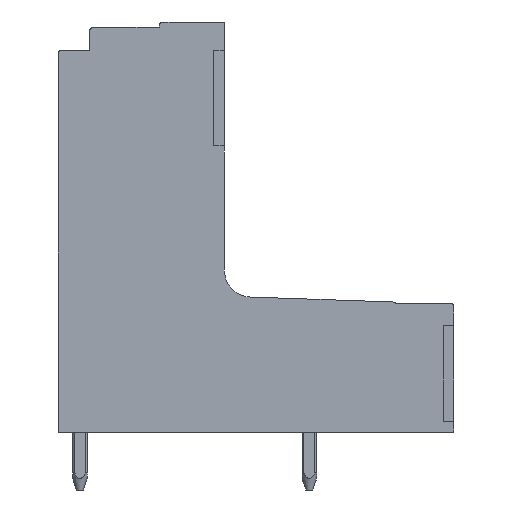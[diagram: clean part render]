
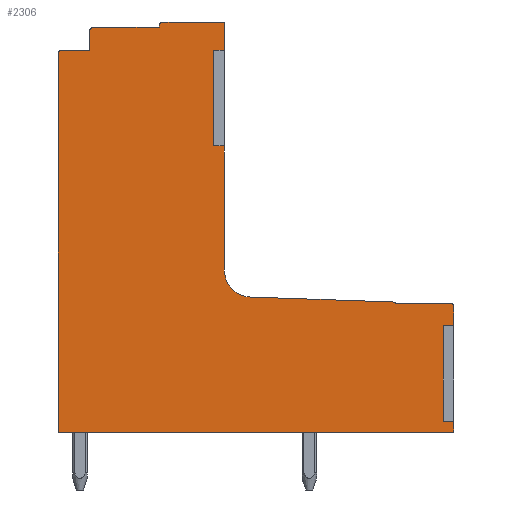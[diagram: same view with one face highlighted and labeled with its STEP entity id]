
A CAD part, left-side view. The second image highlights one B-rep face of the part: STEP entity #2306.
In plain terms, the highlighted planar face has unit normal (-1, 0, 0).
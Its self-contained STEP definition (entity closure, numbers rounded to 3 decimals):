
#2148=AXIS2_PLACEMENT_3D('Circle Axis2P3D',#2146,#2147,$) ;
#2161=AXIS2_PLACEMENT_3D('Plane Axis2P3D',#2158,#2159,#2160) ;
#2172=AXIS2_PLACEMENT_3D('Circle Axis2P3D',#2170,#2171,$) ;
#2186=AXIS2_PLACEMENT_3D('Circle Axis2P3D',#2184,#2185,$) ;
#2200=AXIS2_PLACEMENT_3D('Circle Axis2P3D',#2198,#2199,$) ;
#2212=AXIS2_PLACEMENT_3D('Circle Axis2P3D',#2210,#2211,$) ;
#2233=AXIS2_PLACEMENT_3D('Circle Axis2P3D',#2231,#2232,$) ;
#2254=AXIS2_PLACEMENT_3D('Circle Axis2P3D',#2252,#2253,$) ;
#36=CARTESIAN_POINT('Line Origine',(0.3,0.3,9.1)) ;
#40=CARTESIAN_POINT('Vertex',(0.3,0.,9.1)) ;
#42=CARTESIAN_POINT('Vertex',(0.3,0.6,9.1)) ;
#76=CARTESIAN_POINT('Line Origine',(0.3,0.6,6.45)) ;
#80=CARTESIAN_POINT('Vertex',(0.3,0.6,3.8)) ;
#135=CARTESIAN_POINT('Vertex',(0.3,0.,3.8)) ;
#155=CARTESIAN_POINT('Line Origine',(0.3,0.3,3.8)) ;
#172=CARTESIAN_POINT('Line Origine',(0.3,13.,24.34)) ;
#176=CARTESIAN_POINT('Vertex',(0.3,12.7,24.34)) ;
#178=CARTESIAN_POINT('Vertex',(0.3,13.3,24.34)) ;
#212=CARTESIAN_POINT('Line Origine',(0.3,13.3,21.69)) ;
#216=CARTESIAN_POINT('Vertex',(0.3,13.3,19.04)) ;
#266=CARTESIAN_POINT('Vertex',(0.3,12.7,19.04)) ;
#286=CARTESIAN_POINT('Line Origine',(0.3,13.,19.04)) ;
#977=CARTESIAN_POINT('Vertex',(0.3,12.7,25.8)) ;
#980=CARTESIAN_POINT('Line Origine',(0.3,12.7,25.07)) ;
#985=CARTESIAN_POINT('Line Origine',(0.3,12.7,15.61)) ;
#989=CARTESIAN_POINT('Vertex',(0.3,12.7,12.179)) ;
#2143=CARTESIAN_POINT('Vertex',(0.3,12.8,25.9)) ;
#2146=CARTESIAN_POINT('Axis2P3D Location',(0.3,12.8,25.8)) ;
#2158=CARTESIAN_POINT('Axis2P3D Location',(0.3,0.,0.)) ;
#2163=CARTESIAN_POINT('Line Origine',(0.3,0.,9.65)) ;
#2167=CARTESIAN_POINT('Vertex',(0.3,0.,10.2)) ;
#2170=CARTESIAN_POINT('Axis2P3D Location',(0.3,0.1,10.2)) ;
#2174=CARTESIAN_POINT('Vertex',(0.3,0.1,10.3)) ;
#2177=CARTESIAN_POINT('Line Origine',(0.3,1.65,10.3)) ;
#2181=CARTESIAN_POINT('Vertex',(0.3,3.2,10.3)) ;
#2184=CARTESIAN_POINT('Axis2P3D Location',(0.3,3.406,10.152)) ;
#2188=CARTESIAN_POINT('Vertex',(0.3,3.397,10.406)) ;
#2191=CARTESIAN_POINT('Line Origine',(0.3,7.325,10.543)) ;
#2195=CARTESIAN_POINT('Vertex',(0.3,11.252,10.68)) ;
#2198=CARTESIAN_POINT('Axis2P3D Location',(0.3,11.2,12.179)) ;
#2203=CARTESIAN_POINT('Line Origine',(0.3,14.45,25.9)) ;
#2207=CARTESIAN_POINT('Vertex',(0.3,16.1,25.9)) ;
#2210=CARTESIAN_POINT('Axis2P3D Location',(0.3,16.1,25.7)) ;
#2214=CARTESIAN_POINT('Vertex',(0.3,16.3,25.7)) ;
#2217=CARTESIAN_POINT('Line Origine',(0.3,16.3,25.65)) ;
#2221=CARTESIAN_POINT('Vertex',(0.3,16.3,25.6)) ;
#2224=CARTESIAN_POINT('Line Origine',(0.3,18.125,25.6)) ;
#2228=CARTESIAN_POINT('Vertex',(0.3,19.95,25.6)) ;
#2231=CARTESIAN_POINT('Axis2P3D Location',(0.3,19.95,25.4)) ;
#2235=CARTESIAN_POINT('Vertex',(0.3,20.15,25.4)) ;
#2238=CARTESIAN_POINT('Line Origine',(0.3,20.15,24.87)) ;
#2242=CARTESIAN_POINT('Vertex',(0.3,20.15,24.34)) ;
#2245=CARTESIAN_POINT('Line Origine',(0.3,20.925,24.34)) ;
#2249=CARTESIAN_POINT('Vertex',(0.3,21.7,24.34)) ;
#2252=CARTESIAN_POINT('Axis2P3D Location',(0.3,21.7,24.14)) ;
#2256=CARTESIAN_POINT('Vertex',(0.3,21.9,24.14)) ;
#2259=CARTESIAN_POINT('Line Origine',(0.3,21.9,13.67)) ;
#2263=CARTESIAN_POINT('Vertex',(0.3,21.9,3.2)) ;
#2266=CARTESIAN_POINT('Line Origine',(0.3,10.95,3.2)) ;
#2270=CARTESIAN_POINT('Vertex',(0.3,0.,3.2)) ;
#2273=CARTESIAN_POINT('Line Origine',(0.3,0.,3.5)) ;
#37=DIRECTION('Vector Direction',(0.,-1.,0.)) ;
#77=DIRECTION('Vector Direction',(0.,0.,1.)) ;
#156=DIRECTION('Vector Direction',(0.,1.,0.)) ;
#173=DIRECTION('Vector Direction',(0.,-1.,0.)) ;
#213=DIRECTION('Vector Direction',(0.,0.,1.)) ;
#287=DIRECTION('Vector Direction',(0.,1.,0.)) ;
#981=DIRECTION('Vector Direction',(0.,0.,-1.)) ;
#986=DIRECTION('Vector Direction',(0.,0.,-1.)) ;
#2147=DIRECTION('Axis2P3D Direction',(-1.,0.,0.)) ;
#2159=DIRECTION('Axis2P3D Direction',(-1.,0.,0.)) ;
#2160=DIRECTION('Axis2P3D XDirection',(0.,0.,1.)) ;
#2164=DIRECTION('Vector Direction',(0.,0.,-1.)) ;
#2171=DIRECTION('Axis2P3D Direction',(-1.,0.,0.)) ;
#2178=DIRECTION('Vector Direction',(0.,-1.,0.)) ;
#2185=DIRECTION('Axis2P3D Direction',(-1.,0.,0.)) ;
#2192=DIRECTION('Vector Direction',(0.,-0.999,-0.035)) ;
#2199=DIRECTION('Axis2P3D Direction',(-1.,0.,0.)) ;
#2204=DIRECTION('Vector Direction',(0.,-1.,0.)) ;
#2211=DIRECTION('Axis2P3D Direction',(-1.,0.,0.)) ;
#2218=DIRECTION('Vector Direction',(0.,0.,1.)) ;
#2225=DIRECTION('Vector Direction',(0.,-1.,0.)) ;
#2232=DIRECTION('Axis2P3D Direction',(-1.,0.,0.)) ;
#2239=DIRECTION('Vector Direction',(0.,0.,1.)) ;
#2246=DIRECTION('Vector Direction',(0.,-1.,0.)) ;
#2253=DIRECTION('Axis2P3D Direction',(-1.,0.,0.)) ;
#2260=DIRECTION('Vector Direction',(0.,0.,1.)) ;
#2267=DIRECTION('Vector Direction',(0.,1.,0.)) ;
#2274=DIRECTION('Vector Direction',(0.,0.,-1.)) ;
#38=VECTOR('Line Direction',#37,1.) ;
#78=VECTOR('Line Direction',#77,1.) ;
#157=VECTOR('Line Direction',#156,1.) ;
#174=VECTOR('Line Direction',#173,1.) ;
#214=VECTOR('Line Direction',#213,1.) ;
#288=VECTOR('Line Direction',#287,1.) ;
#982=VECTOR('Line Direction',#981,1.) ;
#987=VECTOR('Line Direction',#986,1.) ;
#2165=VECTOR('Line Direction',#2164,1.) ;
#2179=VECTOR('Line Direction',#2178,1.) ;
#2193=VECTOR('Line Direction',#2192,1.) ;
#2205=VECTOR('Line Direction',#2204,1.) ;
#2219=VECTOR('Line Direction',#2218,1.) ;
#2226=VECTOR('Line Direction',#2225,1.) ;
#2240=VECTOR('Line Direction',#2239,1.) ;
#2247=VECTOR('Line Direction',#2246,1.) ;
#2261=VECTOR('Line Direction',#2260,1.) ;
#2268=VECTOR('Line Direction',#2267,1.) ;
#2275=VECTOR('Line Direction',#2274,1.) ;
#2279=ORIENTED_EDGE('',*,*,#2169,.T.) ;
#2280=ORIENTED_EDGE('',*,*,#2176,.T.) ;
#2281=ORIENTED_EDGE('',*,*,#2183,.T.) ;
#2282=ORIENTED_EDGE('',*,*,#2190,.T.) ;
#2283=ORIENTED_EDGE('',*,*,#2197,.T.) ;
#2284=ORIENTED_EDGE('',*,*,#2202,.T.) ;
#2285=ORIENTED_EDGE('',*,*,#991,.T.) ;
#2286=ORIENTED_EDGE('',*,*,#290,.F.) ;
#2287=ORIENTED_EDGE('',*,*,#218,.F.) ;
#2288=ORIENTED_EDGE('',*,*,#180,.F.) ;
#2289=ORIENTED_EDGE('',*,*,#984,.T.) ;
#2290=ORIENTED_EDGE('',*,*,#2150,.T.) ;
#2291=ORIENTED_EDGE('',*,*,#2209,.T.) ;
#2292=ORIENTED_EDGE('',*,*,#2216,.T.) ;
#2293=ORIENTED_EDGE('',*,*,#2223,.T.) ;
#2294=ORIENTED_EDGE('',*,*,#2230,.T.) ;
#2295=ORIENTED_EDGE('',*,*,#2237,.T.) ;
#2296=ORIENTED_EDGE('',*,*,#2244,.T.) ;
#2297=ORIENTED_EDGE('',*,*,#2251,.T.) ;
#2298=ORIENTED_EDGE('',*,*,#2258,.T.) ;
#2299=ORIENTED_EDGE('',*,*,#2265,.T.) ;
#2300=ORIENTED_EDGE('',*,*,#2272,.T.) ;
#2301=ORIENTED_EDGE('',*,*,#2277,.T.) ;
#2302=ORIENTED_EDGE('',*,*,#159,.F.) ;
#2303=ORIENTED_EDGE('',*,*,#82,.F.) ;
#2304=ORIENTED_EDGE('',*,*,#44,.F.) ;
#2306=ADVANCED_FACE('HOUSING',(#2305),#2162,.T.) ;
#2149=CIRCLE('generated circle',#2148,0.1) ;
#2173=CIRCLE('generated circle',#2172,0.1) ;
#2187=CIRCLE('generated circle',#2186,0.253) ;
#2201=CIRCLE('generated circle',#2200,1.5) ;
#2213=CIRCLE('generated circle',#2212,0.2) ;
#2234=CIRCLE('generated circle',#2233,0.2) ;
#2255=CIRCLE('generated circle',#2254,0.2) ;
#44=EDGE_CURVE('',#41,#43,#39,.F.) ;
#82=EDGE_CURVE('',#43,#81,#79,.F.) ;
#159=EDGE_CURVE('',#81,#136,#158,.F.) ;
#180=EDGE_CURVE('',#177,#179,#175,.F.) ;
#218=EDGE_CURVE('',#179,#217,#215,.F.) ;
#290=EDGE_CURVE('',#217,#267,#289,.F.) ;
#984=EDGE_CURVE('',#177,#978,#983,.F.) ;
#991=EDGE_CURVE('',#990,#267,#988,.F.) ;
#2150=EDGE_CURVE('',#978,#2144,#2149,.T.) ;
#2169=EDGE_CURVE('',#41,#2168,#2166,.F.) ;
#2176=EDGE_CURVE('',#2168,#2175,#2173,.T.) ;
#2183=EDGE_CURVE('',#2175,#2182,#2180,.F.) ;
#2190=EDGE_CURVE('',#2182,#2189,#2187,.T.) ;
#2197=EDGE_CURVE('',#2189,#2196,#2194,.F.) ;
#2202=EDGE_CURVE('',#2196,#990,#2201,.F.) ;
#2209=EDGE_CURVE('',#2144,#2208,#2206,.F.) ;
#2216=EDGE_CURVE('',#2208,#2215,#2213,.T.) ;
#2223=EDGE_CURVE('',#2215,#2222,#2220,.F.) ;
#2230=EDGE_CURVE('',#2222,#2229,#2227,.F.) ;
#2237=EDGE_CURVE('',#2229,#2236,#2234,.T.) ;
#2244=EDGE_CURVE('',#2236,#2243,#2241,.F.) ;
#2251=EDGE_CURVE('',#2243,#2250,#2248,.F.) ;
#2258=EDGE_CURVE('',#2250,#2257,#2255,.T.) ;
#2265=EDGE_CURVE('',#2257,#2264,#2262,.F.) ;
#2272=EDGE_CURVE('',#2264,#2271,#2269,.F.) ;
#2277=EDGE_CURVE('',#2271,#136,#2276,.F.) ;
#2278=EDGE_LOOP('',(#2279,#2280,#2281,#2282,#2283,#2284,#2285,#2286,#2287,#2288,#2289,#2290,#2291,#2292,#2293,#2294,#2295,#2296,#2297,#2298,#2299,#2300,#2301,#2302,#2303,#2304)) ;
#2305=FACE_OUTER_BOUND('',#2278,.T.) ;
#39=LINE('Line',#36,#38) ;
#79=LINE('Line',#76,#78) ;
#158=LINE('Line',#155,#157) ;
#175=LINE('Line',#172,#174) ;
#215=LINE('Line',#212,#214) ;
#289=LINE('Line',#286,#288) ;
#983=LINE('Line',#980,#982) ;
#988=LINE('Line',#985,#987) ;
#2166=LINE('Line',#2163,#2165) ;
#2180=LINE('Line',#2177,#2179) ;
#2194=LINE('Line',#2191,#2193) ;
#2206=LINE('Line',#2203,#2205) ;
#2220=LINE('Line',#2217,#2219) ;
#2227=LINE('Line',#2224,#2226) ;
#2241=LINE('Line',#2238,#2240) ;
#2248=LINE('Line',#2245,#2247) ;
#2262=LINE('Line',#2259,#2261) ;
#2269=LINE('Line',#2266,#2268) ;
#2276=LINE('Line',#2273,#2275) ;
#2162=PLANE('',#2161) ;
#41=VERTEX_POINT('',#40) ;
#43=VERTEX_POINT('',#42) ;
#81=VERTEX_POINT('',#80) ;
#136=VERTEX_POINT('',#135) ;
#177=VERTEX_POINT('',#176) ;
#179=VERTEX_POINT('',#178) ;
#217=VERTEX_POINT('',#216) ;
#267=VERTEX_POINT('',#266) ;
#978=VERTEX_POINT('',#977) ;
#990=VERTEX_POINT('',#989) ;
#2144=VERTEX_POINT('',#2143) ;
#2168=VERTEX_POINT('',#2167) ;
#2175=VERTEX_POINT('',#2174) ;
#2182=VERTEX_POINT('',#2181) ;
#2189=VERTEX_POINT('',#2188) ;
#2196=VERTEX_POINT('',#2195) ;
#2208=VERTEX_POINT('',#2207) ;
#2215=VERTEX_POINT('',#2214) ;
#2222=VERTEX_POINT('',#2221) ;
#2229=VERTEX_POINT('',#2228) ;
#2236=VERTEX_POINT('',#2235) ;
#2243=VERTEX_POINT('',#2242) ;
#2250=VERTEX_POINT('',#2249) ;
#2257=VERTEX_POINT('',#2256) ;
#2264=VERTEX_POINT('',#2263) ;
#2271=VERTEX_POINT('',#2270) ;
